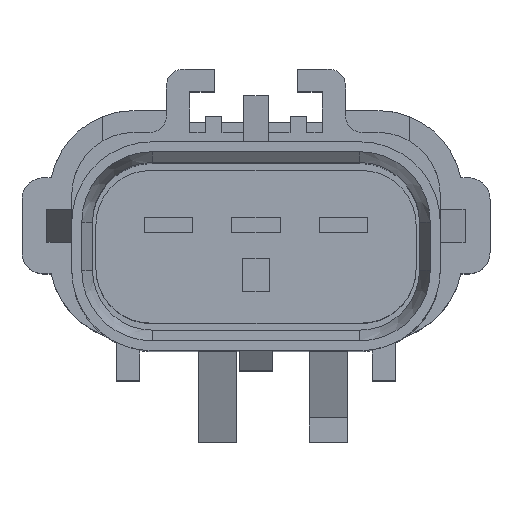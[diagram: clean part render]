
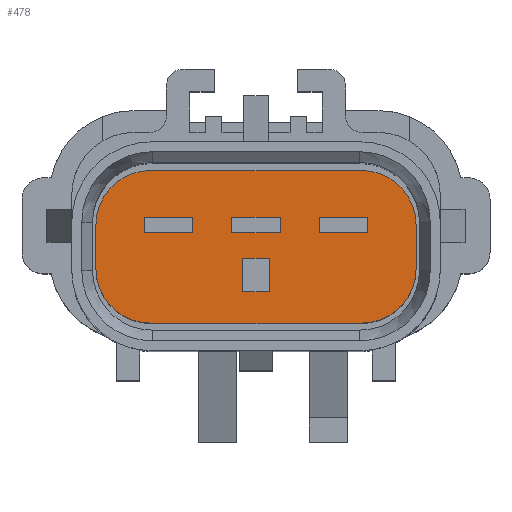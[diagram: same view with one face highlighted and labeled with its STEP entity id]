
A CAD part, top view. The second image highlights one B-rep face of the part: STEP entity #478.
In plain terms, the highlighted planar face has unit normal (0, 0, 1).
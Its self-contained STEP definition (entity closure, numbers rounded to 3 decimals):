
#138=PLANE('',#3620);
#478=ADVANCED_FACE('',(#596,#597,#598,#599,#600),#138,.F.);
#596=FACE_BOUND('',#724,.T.);
#597=FACE_BOUND('',#725,.T.);
#598=FACE_BOUND('',#726,.T.);
#599=FACE_BOUND('',#727,.T.);
#600=FACE_BOUND('',#728,.T.);
#724=EDGE_LOOP('',(#2278,#2279,#2280,#2281));
#725=EDGE_LOOP('',(#2282,#2283,#2284,#2285));
#726=EDGE_LOOP('',(#2286,#2287,#2288,#2289));
#727=EDGE_LOOP('',(#2290,#2291,#2292,#2293,#2294,#2295,#2296,#2297));
#728=EDGE_LOOP('',(#2298,#2299,#2300,#2301));
#856=CIRCLE('',#3616,3.3);
#857=CIRCLE('',#3617,3.3);
#858=CIRCLE('',#3618,3.3);
#859=CIRCLE('',#3619,3.3);
#1151=LINE('',#5376,#1535);
#1153=LINE('',#5380,#1537);
#1155=LINE('',#5384,#1539);
#1156=LINE('',#5386,#1540);
#1158=LINE('',#5390,#1542);
#1160=LINE('',#5394,#1544);
#1162=LINE('',#5398,#1546);
#1164=LINE('',#5402,#1548);
#1166=LINE('',#5406,#1550);
#1168=LINE('',#5410,#1552);
#1170=LINE('',#5414,#1554);
#1172=LINE('',#5418,#1556);
#1174=LINE('',#5422,#1558);
#1176=LINE('',#5426,#1560);
#1178=LINE('',#5430,#1562);
#1180=LINE('',#5434,#1564);
#1181=LINE('',#5436,#1565);
#1182=LINE('',#5441,#1566);
#1183=LINE('',#5445,#1567);
#1184=LINE('',#5449,#1568);
#1535=VECTOR('',#4309,1.);
#1537=VECTOR('',#4313,1.);
#1539=VECTOR('',#4317,1.);
#1540=VECTOR('',#4320,1.);
#1542=VECTOR('',#4324,1.);
#1544=VECTOR('',#4328,1.);
#1546=VECTOR('',#4332,1.);
#1548=VECTOR('',#4336,1.);
#1550=VECTOR('',#4340,1.);
#1552=VECTOR('',#4344,1.);
#1554=VECTOR('',#4348,1.);
#1556=VECTOR('',#4352,1.);
#1558=VECTOR('',#4356,1.);
#1560=VECTOR('',#4360,1.);
#1562=VECTOR('',#4364,1.);
#1564=VECTOR('',#4368,1.);
#1565=VECTOR('',#4371,1.);
#1566=VECTOR('',#4374,1.);
#1567=VECTOR('',#4377,1.);
#1568=VECTOR('',#4380,1.);
#2278=ORIENTED_EDGE('',*,*,#3305,.F.);
#2279=ORIENTED_EDGE('',*,*,#3303,.T.);
#2280=ORIENTED_EDGE('',*,*,#3301,.T.);
#2281=ORIENTED_EDGE('',*,*,#3299,.T.);
#2282=ORIENTED_EDGE('',*,*,#3297,.F.);
#2283=ORIENTED_EDGE('',*,*,#3295,.T.);
#2284=ORIENTED_EDGE('',*,*,#3293,.T.);
#2285=ORIENTED_EDGE('',*,*,#3291,.T.);
#2286=ORIENTED_EDGE('',*,*,#3289,.T.);
#2287=ORIENTED_EDGE('',*,*,#3287,.T.);
#2288=ORIENTED_EDGE('',*,*,#3285,.T.);
#2289=ORIENTED_EDGE('',*,*,#3283,.T.);
#2290=ORIENTED_EDGE('',*,*,#3306,.T.);
#2291=ORIENTED_EDGE('',*,*,#3307,.T.);
#2292=ORIENTED_EDGE('',*,*,#3308,.T.);
#2293=ORIENTED_EDGE('',*,*,#3309,.T.);
#2294=ORIENTED_EDGE('',*,*,#3310,.T.);
#2295=ORIENTED_EDGE('',*,*,#3311,.T.);
#2296=ORIENTED_EDGE('',*,*,#3312,.T.);
#2297=ORIENTED_EDGE('',*,*,#3313,.T.);
#2298=ORIENTED_EDGE('',*,*,#3281,.F.);
#2299=ORIENTED_EDGE('',*,*,#3280,.F.);
#2300=ORIENTED_EDGE('',*,*,#3278,.F.);
#2301=ORIENTED_EDGE('',*,*,#3276,.F.);
#2863=VERTEX_POINT('',#5373);
#2864=VERTEX_POINT('',#5375);
#2865=VERTEX_POINT('',#5379);
#2866=VERTEX_POINT('',#5383);
#2867=VERTEX_POINT('',#5389);
#2868=VERTEX_POINT('',#5391);
#2869=VERTEX_POINT('',#5395);
#2870=VERTEX_POINT('',#5399);
#2871=VERTEX_POINT('',#5405);
#2872=VERTEX_POINT('',#5407);
#2873=VERTEX_POINT('',#5411);
#2874=VERTEX_POINT('',#5415);
#2875=VERTEX_POINT('',#5421);
#2876=VERTEX_POINT('',#5423);
#2877=VERTEX_POINT('',#5427);
#2878=VERTEX_POINT('',#5431);
#2879=VERTEX_POINT('',#5437);
#2880=VERTEX_POINT('',#5438);
#2881=VERTEX_POINT('',#5440);
#2882=VERTEX_POINT('',#5442);
#2883=VERTEX_POINT('',#5444);
#2884=VERTEX_POINT('',#5446);
#2885=VERTEX_POINT('',#5448);
#2886=VERTEX_POINT('',#5450);
#3276=EDGE_CURVE('',#2864,#2863,#1151,.T.);
#3278=EDGE_CURVE('',#2863,#2865,#1153,.T.);
#3280=EDGE_CURVE('',#2865,#2866,#1155,.T.);
#3281=EDGE_CURVE('',#2866,#2864,#1156,.T.);
#3283=EDGE_CURVE('',#2868,#2867,#1158,.T.);
#3285=EDGE_CURVE('',#2869,#2868,#1160,.T.);
#3287=EDGE_CURVE('',#2870,#2869,#1162,.T.);
#3289=EDGE_CURVE('',#2867,#2870,#1164,.T.);
#3291=EDGE_CURVE('',#2872,#2871,#1166,.T.);
#3293=EDGE_CURVE('',#2873,#2872,#1168,.T.);
#3295=EDGE_CURVE('',#2874,#2873,#1170,.T.);
#3297=EDGE_CURVE('',#2874,#2871,#1172,.T.);
#3299=EDGE_CURVE('',#2876,#2875,#1174,.T.);
#3301=EDGE_CURVE('',#2877,#2876,#1176,.T.);
#3303=EDGE_CURVE('',#2878,#2877,#1178,.T.);
#3305=EDGE_CURVE('',#2878,#2875,#1180,.T.);
#3306=EDGE_CURVE('',#2879,#2880,#1181,.T.);
#3307=EDGE_CURVE('',#2880,#2881,#856,.T.);
#3308=EDGE_CURVE('',#2881,#2882,#1182,.T.);
#3309=EDGE_CURVE('',#2882,#2883,#857,.T.);
#3310=EDGE_CURVE('',#2883,#2884,#1183,.T.);
#3311=EDGE_CURVE('',#2884,#2885,#858,.T.);
#3312=EDGE_CURVE('',#2885,#2886,#1184,.T.);
#3313=EDGE_CURVE('',#2886,#2879,#859,.T.);
#3616=AXIS2_PLACEMENT_3D('',#5439,#4372,#4373);
#3617=AXIS2_PLACEMENT_3D('',#5443,#4375,#4376);
#3618=AXIS2_PLACEMENT_3D('',#5447,#4378,#4379);
#3619=AXIS2_PLACEMENT_3D('',#5451,#4381,#4382);
#3620=AXIS2_PLACEMENT_3D('',#5452,#4383,#4384);
#4309=DIRECTION('',(-1.,0.,0.));
#4313=DIRECTION('',(0.,-1.,0.));
#4317=DIRECTION('',(1.,0.,0.));
#4320=DIRECTION('',(0.,1.,0.));
#4324=DIRECTION('',(0.,-1.,0.));
#4328=DIRECTION('',(1.,0.,0.));
#4332=DIRECTION('',(0.,1.,0.));
#4336=DIRECTION('',(-1.,0.,0.));
#4340=DIRECTION('',(0.,-1.,0.));
#4344=DIRECTION('',(1.,0.,0.));
#4348=DIRECTION('',(0.,1.,0.));
#4352=DIRECTION('',(1.,0.,0.));
#4356=DIRECTION('',(0.,-1.,0.));
#4360=DIRECTION('',(1.,0.,0.));
#4364=DIRECTION('',(0.,1.,0.));
#4368=DIRECTION('',(1.,0.,0.));
#4371=DIRECTION('',(-1.,0.,0.));
#4372=DIRECTION('',(0.,0.,1.));
#4373=DIRECTION('',(-1.,0.,0.));
#4374=DIRECTION('',(0.,-1.,0.));
#4375=DIRECTION('',(0.,0.,1.));
#4376=DIRECTION('',(-1.,0.,0.));
#4377=DIRECTION('',(1.,0.,0.));
#4378=DIRECTION('',(0.,0.,1.));
#4379=DIRECTION('',(-1.,0.,0.));
#4380=DIRECTION('',(0.,1.,0.));
#4381=DIRECTION('',(0.,0.,1.));
#4382=DIRECTION('',(-1.,0.,0.));
#4383=DIRECTION('',(0.,0.,-1.));
#4384=DIRECTION('',(1.,0.,0.));
#5373=CARTESIAN_POINT('',(-0.8,-0.7,15.8));
#5375=CARTESIAN_POINT('',(0.8,-0.7,15.8));
#5376=CARTESIAN_POINT('',(0.3,-0.7,15.8));
#5379=CARTESIAN_POINT('',(-0.8,-2.7,15.8));
#5380=CARTESIAN_POINT('',(-0.8,-1.2,15.8));
#5383=CARTESIAN_POINT('',(0.8,-2.7,15.8));
#5384=CARTESIAN_POINT('',(-0.36,-2.7,15.8));
#5386=CARTESIAN_POINT('',(0.8,-2.1,15.8));
#5389=CARTESIAN_POINT('',(6.7,0.835,15.8));
#5390=CARTESIAN_POINT('',(6.7,1.31,15.8));
#5391=CARTESIAN_POINT('',(6.7,1.785,15.8));
#5394=CARTESIAN_POINT('',(5.25,1.785,15.8));
#5395=CARTESIAN_POINT('',(3.8,1.785,15.8));
#5398=CARTESIAN_POINT('',(3.8,1.31,15.8));
#5399=CARTESIAN_POINT('',(3.8,0.835,15.8));
#5402=CARTESIAN_POINT('',(5.25,0.835,15.8));
#5405=CARTESIAN_POINT('',(1.45,0.835,15.8));
#5406=CARTESIAN_POINT('',(1.45,1.31,15.8));
#5407=CARTESIAN_POINT('',(1.45,1.785,15.8));
#5410=CARTESIAN_POINT('',(0.,1.785,15.8));
#5411=CARTESIAN_POINT('',(-1.45,1.785,15.8));
#5414=CARTESIAN_POINT('',(-1.45,1.31,15.8));
#5415=CARTESIAN_POINT('',(-1.45,0.835,15.8));
#5418=CARTESIAN_POINT('',(0.,0.835,15.8));
#5421=CARTESIAN_POINT('',(-3.8,0.835,15.8));
#5422=CARTESIAN_POINT('',(-3.8,1.31,15.8));
#5423=CARTESIAN_POINT('',(-3.8,1.785,15.8));
#5426=CARTESIAN_POINT('',(-5.25,1.785,15.8));
#5427=CARTESIAN_POINT('',(-6.7,1.785,15.8));
#5430=CARTESIAN_POINT('',(-6.7,1.31,15.8));
#5431=CARTESIAN_POINT('',(-6.7,0.835,15.8));
#5434=CARTESIAN_POINT('',(-5.25,0.835,15.8));
#5436=CARTESIAN_POINT('',(-6.35,4.6,15.8));
#5437=CARTESIAN_POINT('',(6.35,4.6,15.8));
#5438=CARTESIAN_POINT('',(-6.35,4.6,15.8));
#5439=CARTESIAN_POINT('',(-6.35,1.3,15.8));
#5440=CARTESIAN_POINT('',(-9.65,1.3,15.8));
#5441=CARTESIAN_POINT('',(-9.65,-1.3,15.8));
#5442=CARTESIAN_POINT('',(-9.65,-1.3,15.8));
#5443=CARTESIAN_POINT('',(-6.35,-1.3,15.8));
#5444=CARTESIAN_POINT('',(-6.35,-4.6,15.8));
#5445=CARTESIAN_POINT('',(6.35,-4.6,15.8));
#5446=CARTESIAN_POINT('',(6.35,-4.6,15.8));
#5447=CARTESIAN_POINT('',(6.35,-1.3,15.8));
#5448=CARTESIAN_POINT('',(9.65,-1.3,15.8));
#5449=CARTESIAN_POINT('',(9.65,1.3,15.8));
#5450=CARTESIAN_POINT('',(9.65,1.3,15.8));
#5451=CARTESIAN_POINT('',(6.35,1.3,15.8));
#5452=CARTESIAN_POINT('',(0.,0.,15.8));
